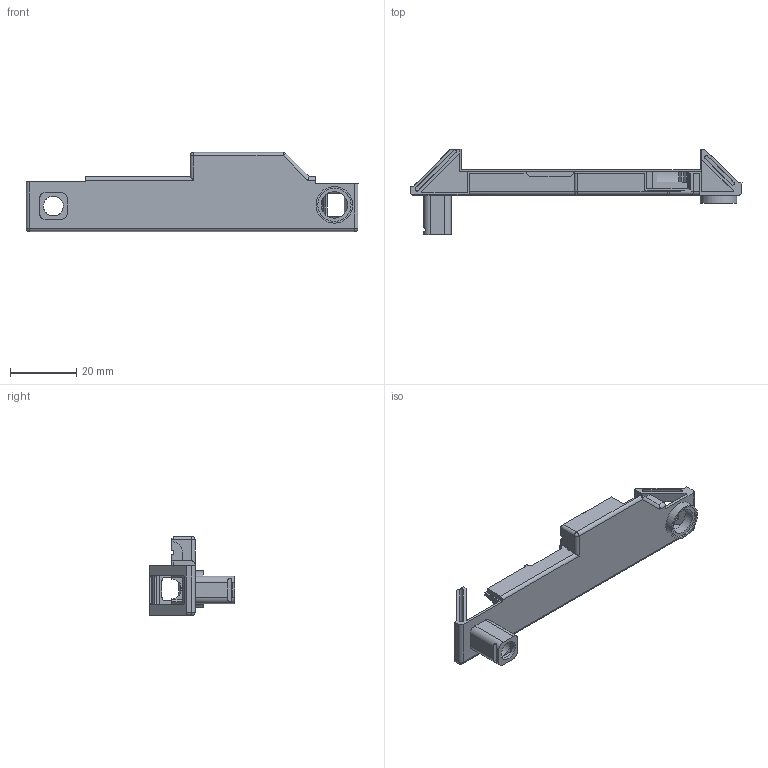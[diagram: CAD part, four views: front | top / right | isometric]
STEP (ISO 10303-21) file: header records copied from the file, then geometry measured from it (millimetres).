
FILE_DESCRIPTION(/* description */ (''),/* implementation_level */ '2;1');
FILE_NAME(/* name */ 'microscope_base_mk1.stp',/* time_stamp */ '2022-12-09T19:14:51+01:00',/* author */ ('Rik Ubaghs'),/* organization */ (''),/* preprocessor_version */ 'ST-DEVELOPER v18.1',/* originating_system */ 'Autodesk Inventor 2021',/* authorisation */ '');
FILE_SCHEMA (('AUTOMOTIVE_DESIGN { 1 0 10303 214 3 1 1 }'));
Length unit declared in the file: millimetre
Products named in the file (1): microscope_base_mk1
Bounding box: 99.91 x 25.82 x 23.79 mm (x, y, z)
Volume: 6788.3 mm3; surface area: 7625.8 mm2
Topology: 1 solids, 1 shells, 193 faces, 541 edges, 355 vertices
Faces by surface type: plane 114, cylinder 74, sphere 4, bspline 1
Full cylindrical faces by diameter (mm): 1.6 x1, 6 x2, 8 x1, 10 x1, 11 x1
Entity records: 6737 total; most frequent: CARTESIAN_POINT 1355, ORIENTED_EDGE 1082, DIRECTION 1079, EDGE_CURVE 541, LINE 375, VECTOR 375, VERTEX_POINT 355, AXIS2_PLACEMENT_3D 352
